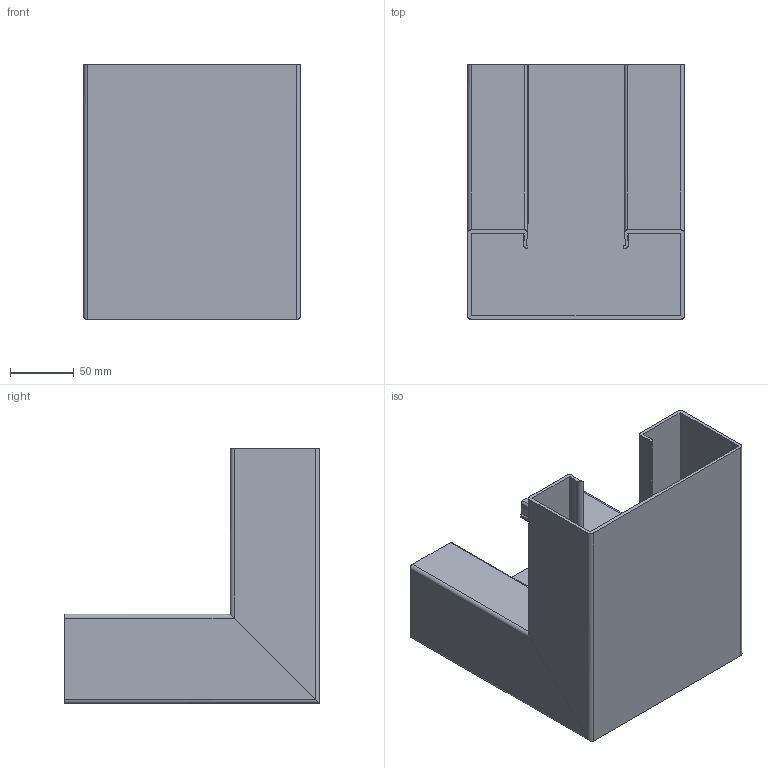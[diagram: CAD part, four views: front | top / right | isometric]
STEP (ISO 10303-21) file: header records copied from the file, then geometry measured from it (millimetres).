
FILE_DESCRIPTION (( 'STEP AP214' ), '1' );
FILE_NAME ('6274741.stp', '2016-05-10T11:06:20', ( '' ), ( '' ), 'SwSTEP 2.0', 'SolidWorks 2014', '' );
FILE_SCHEMA (( 'AUTOMOTIVE_DESIGN' ));
Length unit declared in the file: millimetre
Products named in the file (2): 014500T1_GK-I70170; 6274741
Assembly tree (2 placements, depth 2):
  6274741
    014500T1_GK-I70170  x2
Bounding box: 170 x 200 x 200 mm (x, y, z)
Volume: 375271.3 mm3; surface area: 287342 mm2
Topology: 2 solids, 2 shells, 112 faces, 324 edges, 216 vertices
Faces by surface type: plane 64, cylinder 48
Entity records: 1910 total; most frequent: CARTESIAN_POINT 391, ORIENTED_EDGE 324, DIRECTION 294, EDGE_CURVE 162, VECTOR 112, LINE 112, VERTEX_POINT 108, AXIS2_PLACEMENT_3D 91
